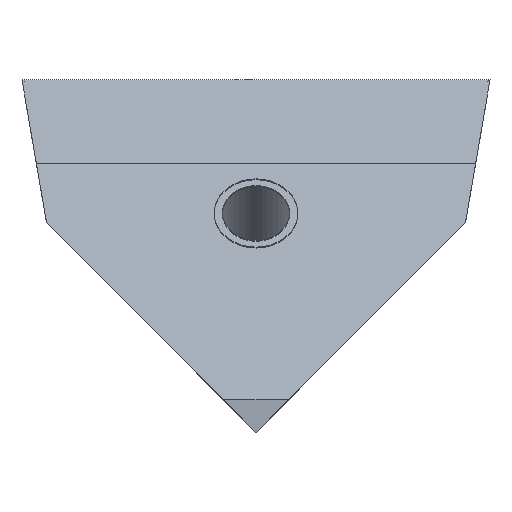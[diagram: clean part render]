
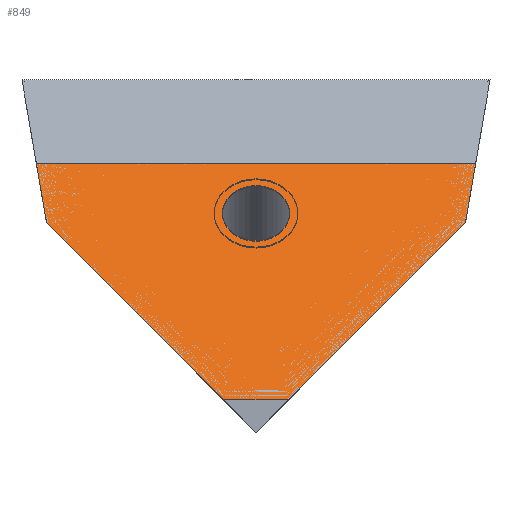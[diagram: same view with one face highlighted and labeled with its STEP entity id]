
A CAD part, front view. The second image highlights one B-rep face of the part: STEP entity #849.
In plain terms, the highlighted planar face has unit normal (0, -0.817, 0.577).
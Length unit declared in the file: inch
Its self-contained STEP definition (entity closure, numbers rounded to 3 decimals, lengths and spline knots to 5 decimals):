
#21 = VERTEX_POINT ( 'NONE', #150 ) ;
#31 = VERTEX_POINT ( 'NONE', #141 ) ;
#40 = DIRECTION ( 'NONE',  ( 0.632, 0.447, 0.632 ) ) ;
#44 = ORIENTED_EDGE ( 'NONE', *, *, #148, .F. ) ;
#46 = VERTEX_POINT ( 'NONE', #480 ) ;
#47 = DIRECTION ( 'NONE',  ( 0., 0.817, -0.577 ) ) ;
#50 = CIRCLE ( 'NONE', #214, 0.1005 ) ;
#53 = DIRECTION ( 'NONE',  ( 0., -0.817, 0.577 ) ) ;
#63 = VECTOR ( 'NONE', #414, 39.37008 ) ;
#120 = LINE ( 'NONE', #460, #179 ) ;
#141 = CARTESIAN_POINT ( 'NONE',  ( 0.62655, -0.37516, -0.427 ) ) ;
#148 = EDGE_CURVE ( 'NONE', #698, #380, #50, .T. ) ;
#150 = CARTESIAN_POINT ( 'NONE',  ( -0.62655, -0.37516, -0.427 ) ) ;
#179 = VECTOR ( 'NONE', #40, 39.37008 ) ;
#185 = CARTESIAN_POINT ( 'NONE',  ( 0., -0.41283, -0.48028 ) ) ;
#212 = DIRECTION ( 'NONE',  ( 0.139, -0.572, -0.809 ) ) ;
#214 = AXIS2_PLACEMENT_3D ( 'NONE', #247, #581, #434 ) ;
#247 = CARTESIAN_POINT ( 'NONE',  ( 0., -0.35481, -0.39823 ) ) ;
#249 = EDGE_CURVE ( 'NONE', #31, #944, #1071, .T. ) ;
#260 = EDGE_CURVE ( 'NONE', #865, #21, #894, .T. ) ;
#273 = ORIENTED_EDGE ( 'NONE', *, *, #899, .F. ) ;
#311 = CARTESIAN_POINT ( 'NONE',  ( 0.62949, -0.36309, -0.40994 ) ) ;
#380 = VERTEX_POINT ( 'NONE', #432 ) ;
#387 = CARTESIAN_POINT ( 'NONE',  ( 0.7, -0.25, -0.25 ) ) ;
#389 = CIRCLE ( 'NONE', #752, 0.1005 ) ;
#395 = VERTEX_POINT ( 'NONE', #1003 ) ;
#400 = DIRECTION ( 'NONE',  ( 0., -0.577, -0.817 ) ) ;
#414 = DIRECTION ( 'NONE',  ( 0.632, -0.447, -0.632 ) ) ;
#432 = CARTESIAN_POINT ( 'NONE',  ( 0., -0.29679, -0.31617 ) ) ;
#434 = DIRECTION ( 'NONE',  ( 0., -0.577, -0.817 ) ) ;
#457 = CARTESIAN_POINT ( 'NONE',  ( -0.657, -0.25, -0.25 ) ) ;
#460 = CARTESIAN_POINT ( 'NONE',  ( -0.04011, -0.84655, -1.09366 ) ) ;
#480 = CARTESIAN_POINT ( 'NONE',  ( -0.09644, -0.75, -0.95712 ) ) ;
#481 = CARTESIAN_POINT ( 'NONE',  ( 0., -0.35481, -0.39823 ) ) ;
#489 = CARTESIAN_POINT ( 'NONE',  ( -0.62949, -0.36309, -0.40994 ) ) ;
#540 = ORIENTED_EDGE ( 'NONE', *, *, #972, .T. ) ;
#566 = EDGE_CURVE ( 'NONE', #395, #31, #120, .T. ) ;
#574 = ORIENTED_EDGE ( 'NONE', *, *, #667, .T. ) ;
#581 = DIRECTION ( 'NONE',  ( 0., -0.817, 0.577 ) ) ;
#590 = ORIENTED_EDGE ( 'NONE', *, *, #566, .T. ) ;
#598 = VECTOR ( 'NONE', #638, 39.37008 ) ;
#609 = ORIENTED_EDGE ( 'NONE', *, *, #1040, .F. ) ;
#622 = EDGE_LOOP ( 'NONE', ( #590, #792, #574, #888, #540, #273 ) ) ;
#630 = FACE_BOUND ( 'NONE', #1008, .T. ) ;
#638 = DIRECTION ( 'NONE',  ( 0.139, 0.572, 0.809 ) ) ;
#653 = CARTESIAN_POINT ( 'NONE',  ( 0.04011, -0.84655, -1.09366 ) ) ;
#667 = EDGE_CURVE ( 'NONE', #944, #865, #883, .T. ) ;
#698 = VERTEX_POINT ( 'NONE', #185 ) ;
#701 = DIRECTION ( 'NONE',  ( -1., 0., 0. ) ) ;
#710 = DIRECTION ( 'NONE',  ( -1., 0., 0. ) ) ;
#712 = CARTESIAN_POINT ( 'NONE',  ( 0.7, -0.75, -0.95712 ) ) ;
#745 = VECTOR ( 'NONE', #710, 39.37008 ) ;
#752 = AXIS2_PLACEMENT_3D ( 'NONE', #481, #53, #400 ) ;
#792 = ORIENTED_EDGE ( 'NONE', *, *, #249, .T. ) ;
#794 = LINE ( 'NONE', #712, #1079 ) ;
#849 = ADVANCED_FACE ( 'NONE', ( #881, #630 ), #1043, .F. ) ;
#865 = VERTEX_POINT ( 'NONE', #457 ) ;
#881 = FACE_OUTER_BOUND ( 'NONE', #622, .T. ) ;
#883 = LINE ( 'NONE', #891, #745 ) ;
#888 = ORIENTED_EDGE ( 'NONE', *, *, #260, .T. ) ;
#891 = CARTESIAN_POINT ( 'NONE',  ( 0.7, -0.25, -0.25 ) ) ;
#894 = LINE ( 'NONE', #489, #979 ) ;
#899 = EDGE_CURVE ( 'NONE', #395, #46, #794, .T. ) ;
#944 = VERTEX_POINT ( 'NONE', #1081 ) ;
#972 = EDGE_CURVE ( 'NONE', #21, #46, #996, .T. ) ;
#979 = VECTOR ( 'NONE', #212, 39.37008 ) ;
#984 = DIRECTION ( 'NONE',  ( -1., 0., 0. ) ) ;
#996 = LINE ( 'NONE', #653, #63 ) ;
#1003 = CARTESIAN_POINT ( 'NONE',  ( 0.09644, -0.75, -0.95712 ) ) ;
#1008 = EDGE_LOOP ( 'NONE', ( #44, #609 ) ) ;
#1040 = EDGE_CURVE ( 'NONE', #380, #698, #389, .T. ) ;
#1043 = PLANE ( 'NONE',  #1067 ) ;
#1067 = AXIS2_PLACEMENT_3D ( 'NONE', #387, #47, #701 ) ;
#1071 = LINE ( 'NONE', #311, #598 ) ;
#1079 = VECTOR ( 'NONE', #984, 39.37008 ) ;
#1081 = CARTESIAN_POINT ( 'NONE',  ( 0.657, -0.25, -0.25 ) ) ;
